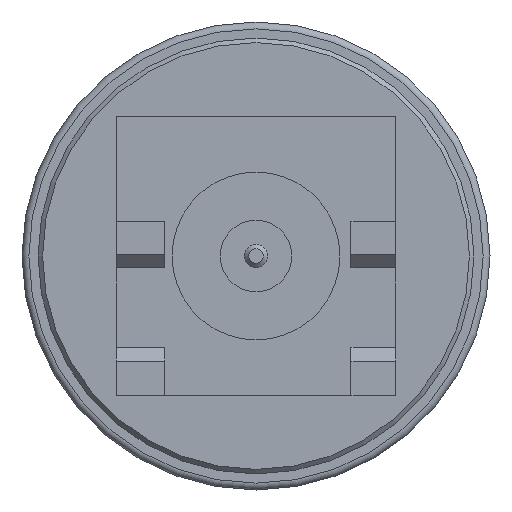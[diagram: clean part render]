
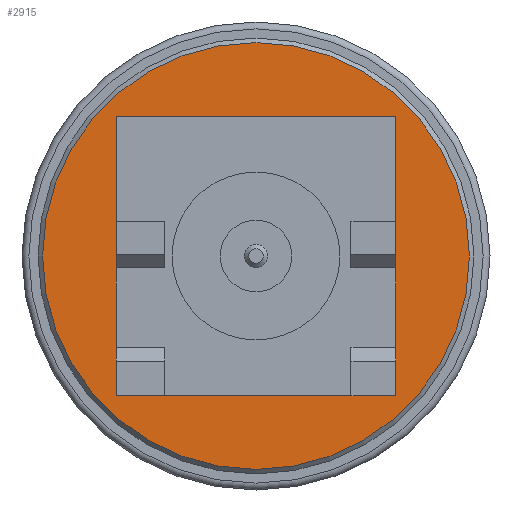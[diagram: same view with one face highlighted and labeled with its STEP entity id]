
A CAD part, left-side view. The second image highlights one B-rep face of the part: STEP entity #2915.
In plain terms, the highlighted face is planar.
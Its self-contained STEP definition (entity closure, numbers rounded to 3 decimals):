
#79=PLANE('',#3182);
#303=CIRCLE('',#3183,4.65);
#304=CIRCLE('',#3184,2.665);
#583=ORIENTED_EDGE('',*,*,#1382,.T.);
#584=ORIENTED_EDGE('',*,*,#1383,.T.);
#1382=EDGE_CURVE('',#1765,#1765,#303,.F.);
#1383=EDGE_CURVE('',#1766,#1766,#304,.T.);
#1765=VERTEX_POINT('',#12882);
#1766=VERTEX_POINT('',#12884);
#2389=EDGE_LOOP('',(#583));
#2390=EDGE_LOOP('',(#584));
#2624=FACE_BOUND('',#2389,.T.);
#2625=FACE_BOUND('',#2390,.T.);
#2915=ADVANCED_FACE('',(#2624,#2625),#79,.F.);
#3182=AXIS2_PLACEMENT_3D('',#12880,#3571,#3572);
#3183=AXIS2_PLACEMENT_3D('',#12881,#3573,#3574);
#3184=AXIS2_PLACEMENT_3D('',#12883,#3575,#3576);
#3571=DIRECTION('',(0.,0.,1.));
#3572=DIRECTION('',(1.,0.,0.));
#3573=DIRECTION('',(0.,0.,1.));
#3574=DIRECTION('',(1.,0.,0.));
#3575=DIRECTION('',(0.,0.,1.));
#3576=DIRECTION('',(-1.,0.,0.));
#12880=CARTESIAN_POINT('',(0.,0.,0.));
#12881=CARTESIAN_POINT('',(0.,0.,0.));
#12882=CARTESIAN_POINT('',(4.65,0.,0.));
#12883=CARTESIAN_POINT('',(0.,0.,0.));
#12884=CARTESIAN_POINT('',(-2.665,0.,0.));
